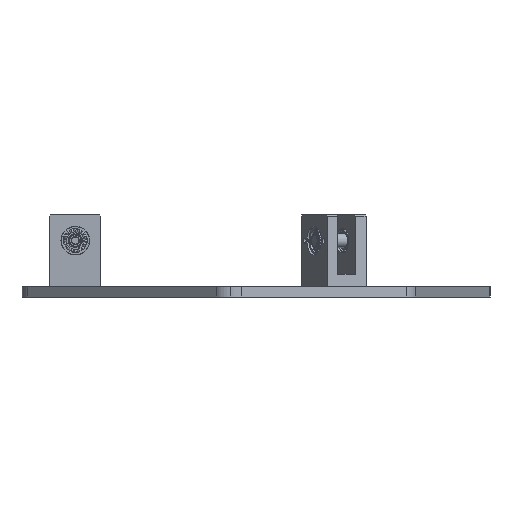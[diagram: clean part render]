
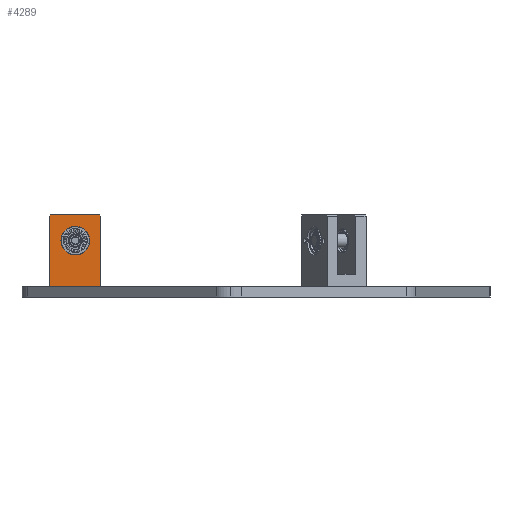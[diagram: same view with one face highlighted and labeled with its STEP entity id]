
A CAD part, left-side view. The second image highlights one B-rep face of the part: STEP entity #4289.
In plain terms, the highlighted planar face has unit normal (-1, 0, 0).
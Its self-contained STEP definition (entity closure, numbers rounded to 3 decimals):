
#248 = DIRECTION ( 'NONE',  ( 1., 0., 0. ) ) ;
#1032 = LINE ( 'NONE', #15200, #14160 ) ;
#1506 = VECTOR ( 'NONE', #10397, 1000. ) ;
#1686 = ORIENTED_EDGE ( 'NONE', *, *, #4865, .F. ) ;
#1777 = DIRECTION ( 'NONE',  ( 0., 1., 0. ) ) ;
#1830 = VERTEX_POINT ( 'NONE', #17495 ) ;
#2157 = PLANE ( 'NONE',  #3375 ) ;
#3046 = ORIENTED_EDGE ( 'NONE', *, *, #13873, .T. ) ;
#3169 = CARTESIAN_POINT ( 'NONE',  ( -22., 192., 70. ) ) ;
#3375 = AXIS2_PLACEMENT_3D ( 'NONE', #8135, #248, #9852 ) ;
#3600 = CARTESIAN_POINT ( 'NONE',  ( -22., 168., 59. ) ) ;
#3993 = LINE ( 'NONE', #16749, #1506 ) ;
#4146 = ORIENTED_EDGE ( 'NONE', *, *, #10906, .F. ) ;
#4289 = ADVANCED_FACE ( 'NONE', ( #14102, #15629 ), #2157, .F. ) ;
#4336 = DIRECTION ( 'NONE',  ( -1., 0., 0. ) ) ;
#4340 = DIRECTION ( 'NONE',  ( 0., 0.707, 0.707 ) ) ;
#4716 = LINE ( 'NONE', #12523, #19803 ) ;
#4865 = EDGE_CURVE ( 'NONE', #10591, #8859, #6000, .T. ) ;
#5197 = EDGE_CURVE ( 'NONE', #10252, #1830, #16149, .T. ) ;
#5211 = CARTESIAN_POINT ( 'NONE',  ( -22., 193., 69. ) ) ;
#5925 = VERTEX_POINT ( 'NONE', #6386 ) ;
#5974 = ORIENTED_EDGE ( 'NONE', *, *, #11856, .T. ) ;
#6000 = CIRCLE ( 'NONE', #19284, 14. ) ;
#6027 = DIRECTION ( 'NONE',  ( 0., 0., -1. ) ) ;
#6386 = CARTESIAN_POINT ( 'NONE',  ( -22., 144., 70. ) ) ;
#7161 = CARTESIAN_POINT ( 'NONE',  ( -22., 168., 45. ) ) ;
#7347 = DIRECTION ( 'NONE',  ( -1., 0., 0. ) ) ;
#7377 = CARTESIAN_POINT ( 'NONE',  ( -22., 168., 45. ) ) ;
#7687 = EDGE_CURVE ( 'NONE', #10921, #13267, #4716, .T. ) ;
#8135 = CARTESIAN_POINT ( 'NONE',  ( -22., 143., 70. ) ) ;
#8471 = CARTESIAN_POINT ( 'NONE',  ( -22., 143., 70. ) ) ;
#8805 = CARTESIAN_POINT ( 'NONE',  ( -22., 143., 69. ) ) ;
#8859 = VERTEX_POINT ( 'NONE', #15488 ) ;
#9852 = DIRECTION ( 'NONE',  ( 0., 0., 1. ) ) ;
#9897 = VECTOR ( 'NONE', #14338, 1000. ) ;
#10028 = AXIS2_PLACEMENT_3D ( 'NONE', #7377, #4336, #16995 ) ;
#10252 = VERTEX_POINT ( 'NONE', #8805 ) ;
#10291 = ORIENTED_EDGE ( 'NONE', *, *, #5197, .F. ) ;
#10397 = DIRECTION ( 'NONE',  ( 0., 1., 0. ) ) ;
#10446 = CARTESIAN_POINT ( 'NONE',  ( -22., 193., 0. ) ) ;
#10591 = VERTEX_POINT ( 'NONE', #3600 ) ;
#10803 = DIRECTION ( 'NONE',  ( 0., 0.707, -0.707 ) ) ;
#10906 = EDGE_CURVE ( 'NONE', #1830, #13890, #18902, .T. ) ;
#10921 = VERTEX_POINT ( 'NONE', #3169 ) ;
#11252 = ORIENTED_EDGE ( 'NONE', *, *, #16355, .F. ) ;
#11807 = LINE ( 'NONE', #13526, #11894 ) ;
#11856 = EDGE_CURVE ( 'NONE', #5925, #10921, #3993, .T. ) ;
#11894 = VECTOR ( 'NONE', #6027, 1000. ) ;
#12523 = CARTESIAN_POINT ( 'NONE',  ( -22., 192., 70. ) ) ;
#12788 = VECTOR ( 'NONE', #1777, 1000. ) ;
#12872 = EDGE_LOOP ( 'NONE', ( #5974, #19785, #16987, #4146, #10291, #3046 ) ) ;
#13018 = EDGE_CURVE ( 'NONE', #13267, #13890, #11807, .T. ) ;
#13267 = VERTEX_POINT ( 'NONE', #5211 ) ;
#13526 = CARTESIAN_POINT ( 'NONE',  ( -22., 193., 70. ) ) ;
#13873 = EDGE_CURVE ( 'NONE', #10252, #5925, #1032, .T. ) ;
#13890 = VERTEX_POINT ( 'NONE', #10446 ) ;
#14102 = FACE_BOUND ( 'NONE', #17608, .T. ) ;
#14116 = CARTESIAN_POINT ( 'NONE',  ( -22., 143., 0. ) ) ;
#14160 = VECTOR ( 'NONE', #4340, 1000. ) ;
#14338 = DIRECTION ( 'NONE',  ( 0., 0., -1. ) ) ;
#15053 = DIRECTION ( 'NONE',  ( 0., 0., -1. ) ) ;
#15200 = CARTESIAN_POINT ( 'NONE',  ( -22., 143., 69. ) ) ;
#15488 = CARTESIAN_POINT ( 'NONE',  ( -22., 168., 31. ) ) ;
#15629 = FACE_OUTER_BOUND ( 'NONE', #12872, .T. ) ;
#16149 = LINE ( 'NONE', #8471, #9897 ) ;
#16355 = EDGE_CURVE ( 'NONE', #8859, #10591, #16472, .T. ) ;
#16472 = CIRCLE ( 'NONE', #10028, 14. ) ;
#16749 = CARTESIAN_POINT ( 'NONE',  ( -22., 143., 70. ) ) ;
#16987 = ORIENTED_EDGE ( 'NONE', *, *, #13018, .T. ) ;
#16995 = DIRECTION ( 'NONE',  ( 0., 0., -1. ) ) ;
#17495 = CARTESIAN_POINT ( 'NONE',  ( -22., 143., 0. ) ) ;
#17608 = EDGE_LOOP ( 'NONE', ( #11252, #1686 ) ) ;
#18902 = LINE ( 'NONE', #14116, #12788 ) ;
#19284 = AXIS2_PLACEMENT_3D ( 'NONE', #7161, #7347, #15053 ) ;
#19785 = ORIENTED_EDGE ( 'NONE', *, *, #7687, .T. ) ;
#19803 = VECTOR ( 'NONE', #10803, 1000. ) ;
